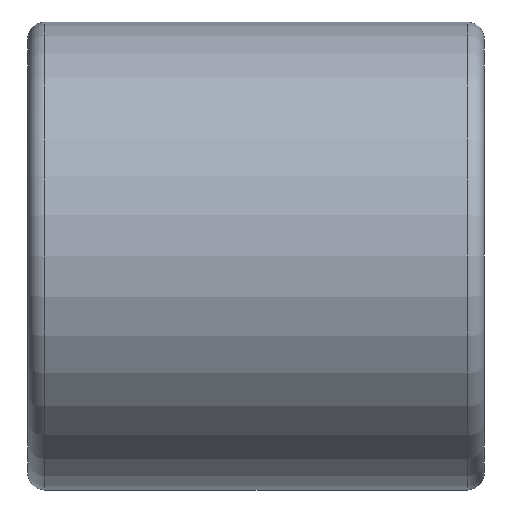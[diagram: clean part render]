
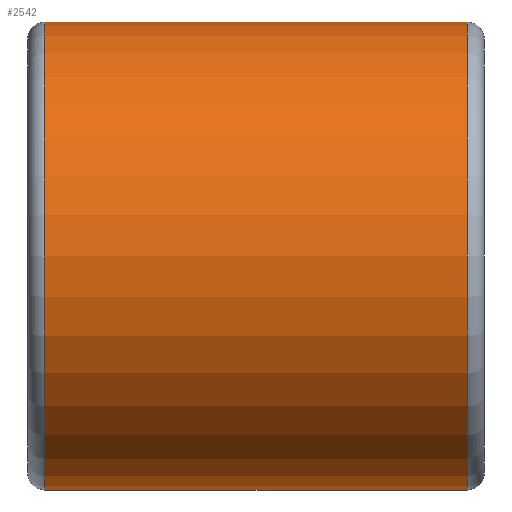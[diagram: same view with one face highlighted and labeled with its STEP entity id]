
A CAD part, front view. The second image highlights one B-rep face of the part: STEP entity #2542.
In plain terms, the highlighted cylindrical face has radius 41 mm (diameter 82 mm), a partial arc.
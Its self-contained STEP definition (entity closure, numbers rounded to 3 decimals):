
#11 = ORIENTED_EDGE ( 'NONE', *, *, #635, .F. ) ;
#50 = FACE_OUTER_BOUND ( 'NONE', #3227, .T. ) ;
#206 = DIRECTION ( 'NONE',  ( -1., 0., 0. ) ) ;
#494 = VERTEX_POINT ( 'NONE', #3718 ) ;
#566 = ORIENTED_EDGE ( 'NONE', *, *, #4171, .T. ) ;
#615 = CYLINDRICAL_SURFACE ( 'NONE', #2433, 41. ) ;
#635 = EDGE_CURVE ( 'NONE', #5019, #2800, #3582, .T. ) ;
#833 = CARTESIAN_POINT ( 'NONE',  ( 3., 0., -41. ) ) ;
#856 = ORIENTED_EDGE ( 'NONE', *, *, #4625, .T. ) ;
#1215 = CARTESIAN_POINT ( 'NONE',  ( 0., 0., 41. ) ) ;
#1223 = CARTESIAN_POINT ( 'NONE',  ( 77., 0., 41. ) ) ;
#1880 = CIRCLE ( 'NONE', #3289, 41. ) ;
#2215 = CARTESIAN_POINT ( 'NONE',  ( 3., 0., 0. ) ) ;
#2304 = VERTEX_POINT ( 'NONE', #1223 ) ;
#2357 = AXIS2_PLACEMENT_3D ( 'NONE', #2215, #5009, #2606 ) ;
#2407 = CARTESIAN_POINT ( 'NONE',  ( 77., 0., -41. ) ) ;
#2433 = AXIS2_PLACEMENT_3D ( 'NONE', #4530, #4934, #4151 ) ;
#2528 = VECTOR ( 'NONE', #4409, 1000. ) ;
#2542 = ADVANCED_FACE ( 'NONE', ( #50 ), #615, .T. ) ;
#2553 = CARTESIAN_POINT ( 'NONE',  ( 77., 0., 0. ) ) ;
#2606 = DIRECTION ( 'NONE',  ( 0., 0., -1. ) ) ;
#2800 = VERTEX_POINT ( 'NONE', #833 ) ;
#2814 = EDGE_CURVE ( 'NONE', #2304, #494, #4309, .T. ) ;
#2951 = DIRECTION ( 'NONE',  ( 0., 0., 1. ) ) ;
#3063 = ORIENTED_EDGE ( 'NONE', *, *, #2814, .T. ) ;
#3227 = EDGE_LOOP ( 'NONE', ( #11, #856, #3063, #566 ) ) ;
#3241 = VECTOR ( 'NONE', #4375, 1000. ) ;
#3289 = AXIS2_PLACEMENT_3D ( 'NONE', #2553, #206, #2951 ) ;
#3582 = LINE ( 'NONE', #3601, #2528 ) ;
#3601 = CARTESIAN_POINT ( 'NONE',  ( 0., 0., -41. ) ) ;
#3718 = CARTESIAN_POINT ( 'NONE',  ( 3., 0., 41. ) ) ;
#4151 = DIRECTION ( 'NONE',  ( 0., 0., 1. ) ) ;
#4171 = EDGE_CURVE ( 'NONE', #494, #2800, #4939, .T. ) ;
#4309 = LINE ( 'NONE', #1215, #3241 ) ;
#4375 = DIRECTION ( 'NONE',  ( -1., 0., 0. ) ) ;
#4409 = DIRECTION ( 'NONE',  ( -1., 0., 0. ) ) ;
#4530 = CARTESIAN_POINT ( 'NONE',  ( 0., 0., 0. ) ) ;
#4625 = EDGE_CURVE ( 'NONE', #5019, #2304, #1880, .T. ) ;
#4934 = DIRECTION ( 'NONE',  ( -1., 0., 0. ) ) ;
#4939 = CIRCLE ( 'NONE', #2357, 41. ) ;
#5009 = DIRECTION ( 'NONE',  ( 1., 0., 0. ) ) ;
#5019 = VERTEX_POINT ( 'NONE', #2407 ) ;
